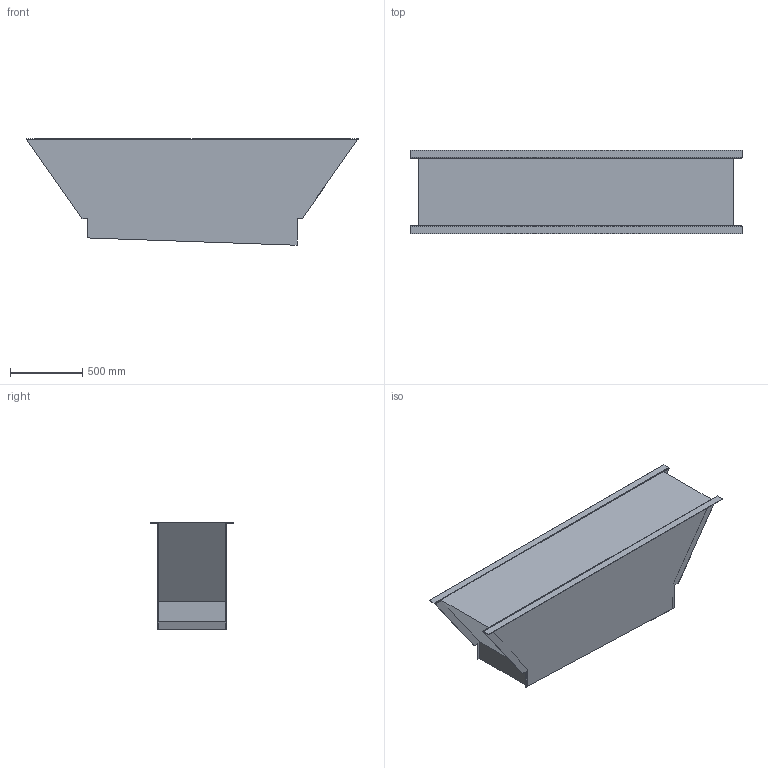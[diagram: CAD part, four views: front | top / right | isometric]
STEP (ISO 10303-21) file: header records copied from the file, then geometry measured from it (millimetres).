
FILE_DESCRIPTION((''),'2;1');
FILE_NAME('78-04.stp','2013-03-01T02:12:46',('J�rg'),(''),'Autodesk Inventor 2013','Autodesk Inventor 2013','');
FILE_SCHEMA(('AUTOMOTIVE_DESIGN { 1 0 10303 214 1 1 1 1 }'));
Length unit declared in the file: millimetre
Products named in the file (1): 78-04
Bounding box: 2300.86 x 580 x 736.83 mm (x, y, z)
Volume: 8435181 mm3; surface area: 10567933.5 mm2
Topology: 2 solids, 3 shells, 48 faces, 114 edges, 72 vertices
Faces by surface type: plane 40, cylinder 4, bspline 4
Entity records: 1489 total; most frequent: CARTESIAN_POINT 379, ORIENTED_EDGE 228, DIRECTION 196, EDGE_CURVE 114, VECTOR 106, LINE 106, VERTEX_POINT 72, EDGE_LOOP 48
